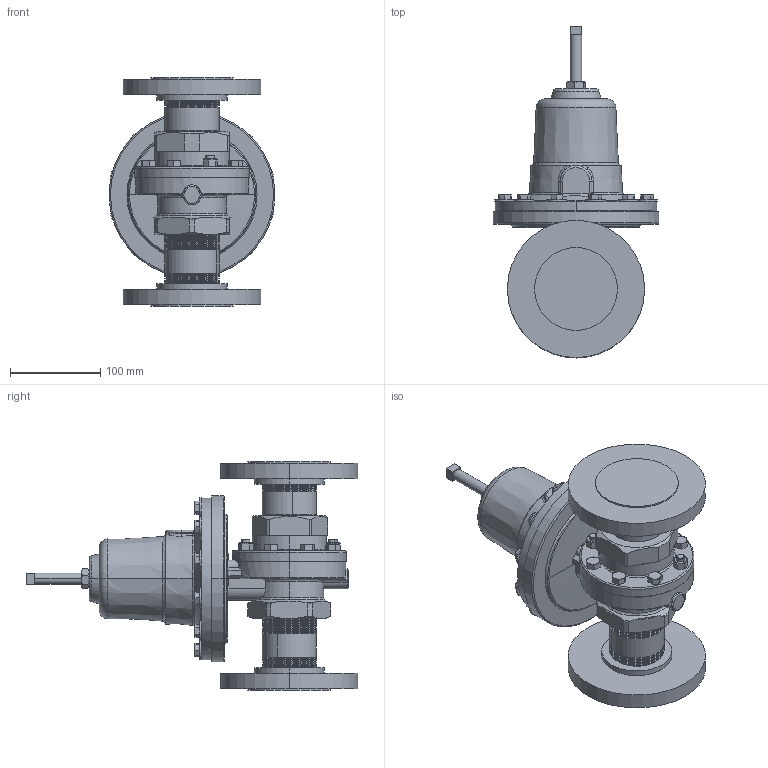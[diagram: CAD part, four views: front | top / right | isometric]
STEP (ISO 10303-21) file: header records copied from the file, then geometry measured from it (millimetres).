
FILE_DESCRIPTION (( 'STEP AP203' ), '1' );
FILE_NAME ('60-200-DI+BR-F5.STEP', '2017-07-20T13:25:31', ( '' ), ( '' ), 'SwSTEP 2.0', 'SolidWorks 2014', '' );
FILE_SCHEMA (( 'CONFIG_CONTROL_DESIGN' ));
Products named in the file (2): 60-200-DI+BR-F5
Bounding box: 184.15 x 368.3 x 254 mm (x, y, z)
Volume: 3393921.7 mm3; surface area: 326700.5 mm2
Topology: 1 solids, 1 shells, 824 faces, 1940 edges, 1161 vertices
Faces by surface type: plane 269, cone 253, cylinder 192, bspline 60, torus 48, sphere 2
Entity records: 37856 total; most frequent: CARTESIAN_POINT 19483, ORIENTED_EDGE 3880, DIRECTION 3693, EDGE_CURVE 1940, AXIS2_PLACEMENT_3D 1506, VERTEX_POINT 1161, EDGE_LOOP 891, ADVANCED_FACE 824
